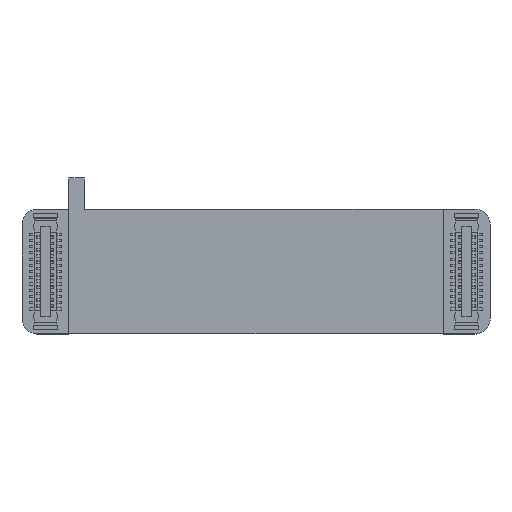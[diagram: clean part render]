
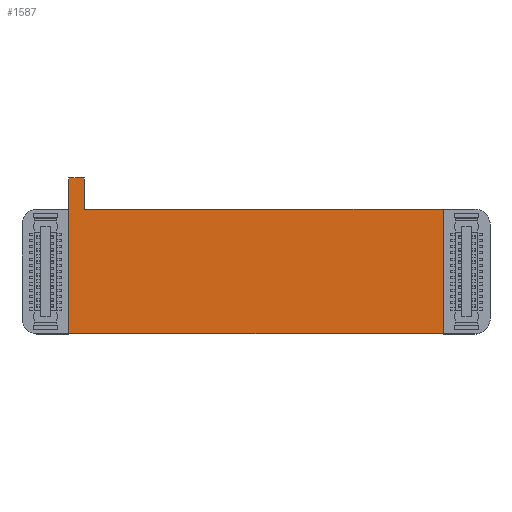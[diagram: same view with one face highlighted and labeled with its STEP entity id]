
A CAD part, top view. The second image highlights one B-rep face of the part: STEP entity #1587.
In plain terms, the highlighted planar face has unit normal (0, 0, 1).
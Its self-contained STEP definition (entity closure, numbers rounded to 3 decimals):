
#1587 = ADVANCED_FACE('',(#1588),#1646,.F.);
#1588 = FACE_BOUND('',#1589,.T.);
#1589 = EDGE_LOOP('',(#1590,#1600,#1608,#1616,#1624,#1632,#1640));
#1590 = ORIENTED_EDGE('',*,*,#1591,.T.);
#1591 = EDGE_CURVE('',#1592,#1594,#1596,.T.);
#1592 = VERTEX_POINT('',#1593);
#1593 = CARTESIAN_POINT('',(4.,10.,
    0.028));
#1594 = VERTEX_POINT('',#1595);
#1595 = CARTESIAN_POINT('',(3.,10.,
    0.028));
#1596 = LINE('',#1597,#1598);
#1597 = CARTESIAN_POINT('',(4.,10.,
    0.028));
#1598 = VECTOR('',#1599,1.);
#1599 = DIRECTION('',(-1.,0.,0.));
#1600 = ORIENTED_EDGE('',*,*,#1601,.T.);
#1601 = EDGE_CURVE('',#1594,#1602,#1604,.T.);
#1602 = VERTEX_POINT('',#1603);
#1603 = CARTESIAN_POINT('',(3.,8.,
    0.028));
#1604 = LINE('',#1605,#1606);
#1605 = CARTESIAN_POINT('',(3.,10.,
    0.028));
#1606 = VECTOR('',#1607,1.);
#1607 = DIRECTION('',(0.,-1.,0.));
#1608 = ORIENTED_EDGE('',*,*,#1609,.T.);
#1609 = EDGE_CURVE('',#1602,#1610,#1612,.T.);
#1610 = VERTEX_POINT('',#1611);
#1611 = CARTESIAN_POINT('',(3.,0.,0.028));
#1612 = LINE('',#1613,#1614);
#1613 = CARTESIAN_POINT('',(3.,8.,
    0.028));
#1614 = VECTOR('',#1615,1.);
#1615 = DIRECTION('',(0.,-1.,0.));
#1616 = ORIENTED_EDGE('',*,*,#1617,.T.);
#1617 = EDGE_CURVE('',#1610,#1618,#1620,.T.);
#1618 = VERTEX_POINT('',#1619);
#1619 = CARTESIAN_POINT('',(27.,0.,0.028));
#1620 = LINE('',#1621,#1622);
#1621 = CARTESIAN_POINT('',(3.,0.,0.028));
#1622 = VECTOR('',#1623,1.);
#1623 = DIRECTION('',(1.,0.,0.));
#1624 = ORIENTED_EDGE('',*,*,#1625,.T.);
#1625 = EDGE_CURVE('',#1618,#1626,#1628,.T.);
#1626 = VERTEX_POINT('',#1627);
#1627 = CARTESIAN_POINT('',(27.,8.,
    0.028));
#1628 = LINE('',#1629,#1630);
#1629 = CARTESIAN_POINT('',(27.,0.,0.028));
#1630 = VECTOR('',#1631,1.);
#1631 = DIRECTION('',(0.,1.,0.));
#1632 = ORIENTED_EDGE('',*,*,#1633,.T.);
#1633 = EDGE_CURVE('',#1626,#1634,#1636,.T.);
#1634 = VERTEX_POINT('',#1635);
#1635 = CARTESIAN_POINT('',(4.,8.,
    0.028));
#1636 = LINE('',#1637,#1638);
#1637 = CARTESIAN_POINT('',(27.,8.,
    0.028));
#1638 = VECTOR('',#1639,1.);
#1639 = DIRECTION('',(-1.,0.,0.));
#1640 = ORIENTED_EDGE('',*,*,#1641,.T.);
#1641 = EDGE_CURVE('',#1634,#1592,#1642,.T.);
#1642 = LINE('',#1643,#1644);
#1643 = CARTESIAN_POINT('',(4.,8.,
    0.028));
#1644 = VECTOR('',#1645,1.);
#1645 = DIRECTION('',(0.,1.,0.));
#1646 = PLANE('',#1647);
#1647 = AXIS2_PLACEMENT_3D('',#1648,#1649,#1650);
#1648 = CARTESIAN_POINT('',(14.324,4.324,
    0.028));
#1649 = DIRECTION('',(0.,0.,-1.));
#1650 = DIRECTION('',(0.,-1.,0.));
